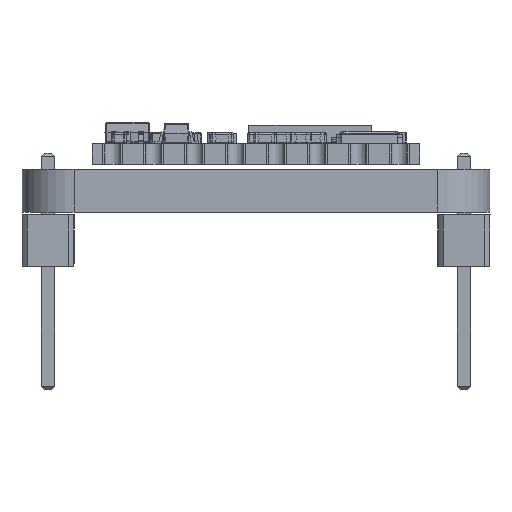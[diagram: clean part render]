
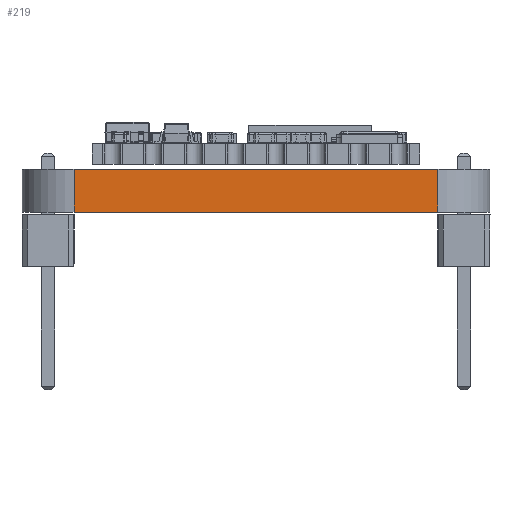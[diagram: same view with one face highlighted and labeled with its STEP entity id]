
A CAD part, left-side view. The second image highlights one B-rep face of the part: STEP entity #219.
In plain terms, the highlighted planar face has unit normal (-1, 0, 0).
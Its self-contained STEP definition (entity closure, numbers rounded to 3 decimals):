
#192 = VERTEX_POINT('',#193);
#193 = CARTESIAN_POINT('',(0.,2.54,2.088));
#200 = EDGE_CURVE('',#201,#192,#203,.T.);
#201 = VERTEX_POINT('',#202);
#202 = CARTESIAN_POINT('',(0.,2.54,0.));
#203 = LINE('',#204,#205);
#204 = CARTESIAN_POINT('',(0.,2.54,0.));
#205 = VECTOR('',#206,1.);
#206 = DIRECTION('',(0.,0.,1.));
#219 = ADVANCED_FACE('',(#220),#245,.T.);
#220 = FACE_BOUND('',#221,.T.);
#221 = EDGE_LOOP('',(#222,#223,#231,#239));
#222 = ORIENTED_EDGE('',*,*,#200,.T.);
#223 = ORIENTED_EDGE('',*,*,#224,.T.);
#224 = EDGE_CURVE('',#192,#225,#227,.T.);
#225 = VERTEX_POINT('',#226);
#226 = CARTESIAN_POINT('',(0.,20.32,
    2.088));
#227 = LINE('',#228,#229);
#228 = CARTESIAN_POINT('',(0.,2.54,2.088));
#229 = VECTOR('',#230,1.);
#230 = DIRECTION('',(0.,1.,0.));
#231 = ORIENTED_EDGE('',*,*,#232,.F.);
#232 = EDGE_CURVE('',#233,#225,#235,.T.);
#233 = VERTEX_POINT('',#234);
#234 = CARTESIAN_POINT('',(0.,20.32,0.)
  );
#235 = LINE('',#236,#237);
#236 = CARTESIAN_POINT('',(0.,20.32,0.)
  );
#237 = VECTOR('',#238,1.);
#238 = DIRECTION('',(0.,0.,1.));
#239 = ORIENTED_EDGE('',*,*,#240,.F.);
#240 = EDGE_CURVE('',#201,#233,#241,.T.);
#241 = LINE('',#242,#243);
#242 = CARTESIAN_POINT('',(0.,2.54,0.));
#243 = VECTOR('',#244,1.);
#244 = DIRECTION('',(0.,1.,0.));
#245 = PLANE('',#246);
#246 = AXIS2_PLACEMENT_3D('',#247,#248,#249);
#247 = CARTESIAN_POINT('',(0.,2.54,0.));
#248 = DIRECTION('',(-1.,0.,0.));
#249 = DIRECTION('',(0.,1.,0.));
